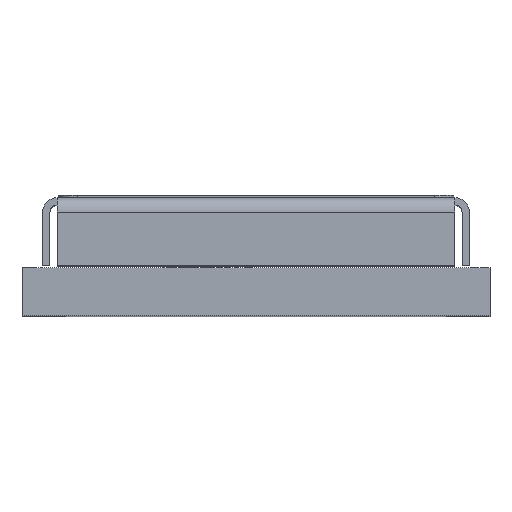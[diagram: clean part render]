
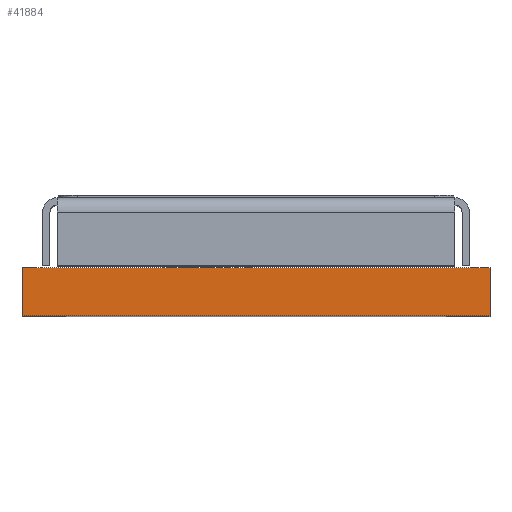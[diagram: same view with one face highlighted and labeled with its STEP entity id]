
A CAD part, top view. The second image highlights one B-rep face of the part: STEP entity #41884.
In plain terms, the highlighted planar face has unit normal (0, 0, 1).
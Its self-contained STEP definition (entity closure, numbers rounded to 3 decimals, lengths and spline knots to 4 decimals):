
#200=PLANE('',#44370);
#2567=FACE_OUTER_BOUND('',#4997,.T.);
#4997=EDGE_LOOP('',(#28062,#28063,#28064,#28065));
#7537=LINE('',#57615,#13112);
#7567=LINE('',#57686,#13142);
#7571=LINE('',#57694,#13146);
#7572=LINE('',#57695,#13147);
#13112=VECTOR('',#46981,1000.);
#13142=VECTOR('',#47041,1000.);
#13146=VECTOR('',#47047,1000.);
#13147=VECTOR('',#47048,1000.);
#18843=VERTEX_POINT('',#57613);
#18844=VERTEX_POINT('',#57614);
#18870=VERTEX_POINT('',#57685);
#18873=VERTEX_POINT('',#57693);
#22255=EDGE_CURVE('',#18843,#18844,#7537,.T.);
#22296=EDGE_CURVE('',#18844,#18870,#7567,.T.);
#22300=EDGE_CURVE('',#18843,#18873,#7571,.T.);
#22301=EDGE_CURVE('',#18873,#18870,#7572,.T.);
#28062=ORIENTED_EDGE('',*,*,#22300,.T.);
#28063=ORIENTED_EDGE('',*,*,#22301,.T.);
#28064=ORIENTED_EDGE('',*,*,#22296,.F.);
#28065=ORIENTED_EDGE('',*,*,#22255,.F.);
#41884=ADVANCED_FACE('',(#2567),#200,.T.);
#44370=AXIS2_PLACEMENT_3D('',#57692,#47045,#47046);
#46981=DIRECTION('',(1.,0.,0.));
#47041=DIRECTION('',(0.,-1.,0.));
#47045=DIRECTION('center_axis',(0.,0.,1.));
#47046=DIRECTION('ref_axis',(0.,-1.,0.));
#47047=DIRECTION('',(0.,-1.,0.));
#47048=DIRECTION('',(1.,0.,0.));
#57613=CARTESIAN_POINT('',(-4.85,1.,5.05));
#57614=CARTESIAN_POINT('',(4.85,1.,5.05));
#57615=CARTESIAN_POINT('',(0.,1.,5.05));
#57685=CARTESIAN_POINT('',(4.85,0.,5.05));
#57686=CARTESIAN_POINT('',(4.85,0.,5.05));
#57692=CARTESIAN_POINT('Origin',(-4.85,0.,5.05));
#57693=CARTESIAN_POINT('',(-4.85,0.,5.05));
#57694=CARTESIAN_POINT('',(-4.85,0.,5.05));
#57695=CARTESIAN_POINT('',(-4.85,0.,5.05));
